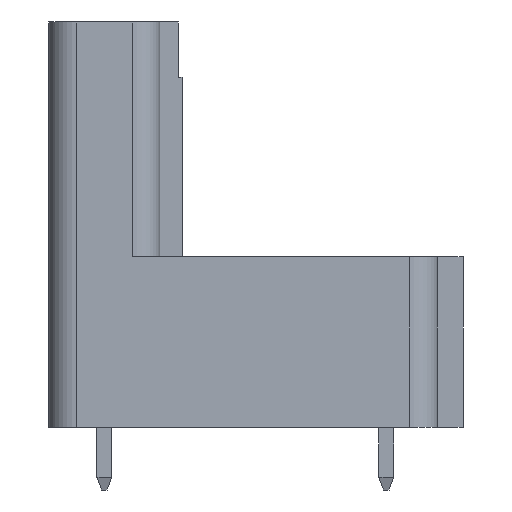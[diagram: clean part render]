
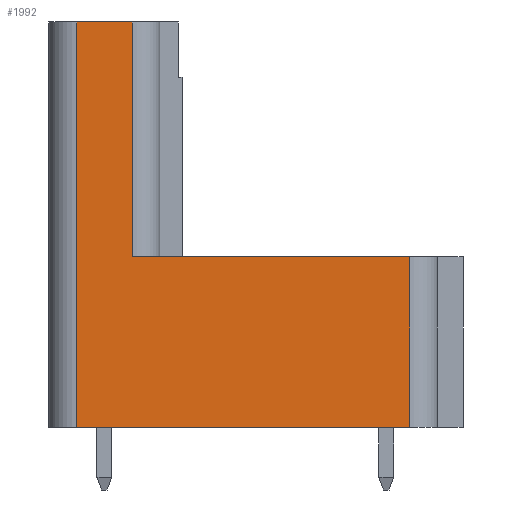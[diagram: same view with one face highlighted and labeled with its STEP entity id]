
A CAD part, left-side view. The second image highlights one B-rep face of the part: STEP entity #1992.
In plain terms, the highlighted planar face has unit normal (-1, 0, 0).
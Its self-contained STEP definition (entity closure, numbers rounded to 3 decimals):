
#1992 = ADVANCED_FACE( '', ( #3975 ), #3976, .T. );
#3975 = FACE_OUTER_BOUND( '', #5945, .T. );
#3976 = PLANE( '', #5946 );
#5945 = EDGE_LOOP( '', ( #11494, #11495, #11496, #11497, #11498, #11499 ) );
#5946 = AXIS2_PLACEMENT_3D( '', #11500, #11501, #11502 );
#11494 = ORIENTED_EDGE( '', *, *, #12590, .T. );
#11495 = ORIENTED_EDGE( '', *, *, #12507, .T. );
#11496 = ORIENTED_EDGE( '', *, *, #13626, .T. );
#11497 = ORIENTED_EDGE( '', *, *, #13487, .T. );
#11498 = ORIENTED_EDGE( '', *, *, #14130, .T. );
#11499 = ORIENTED_EDGE( '', *, *, #14187, .T. );
#11500 = CARTESIAN_POINT( '', ( -14.82, 0., 0. ) );
#11501 = DIRECTION( '', ( -1., 0., 0. ) );
#11502 = DIRECTION( '', ( 0., 0., 1. ) );
#12507 = EDGE_CURVE( '', #15237, #15241, #15243, .T. );
#12590 = EDGE_CURVE( '', #15388, #15237, #15389, .T. );
#13487 = EDGE_CURVE( '', #16737, #16739, #16741, .T. );
#13626 = EDGE_CURVE( '', #15241, #16737, #16925, .T. );
#14130 = EDGE_CURVE( '', #16739, #17530, #17531, .T. );
#14187 = EDGE_CURVE( '', #17530, #15388, #17591, .T. );
#15237 = VERTEX_POINT( '', #19087 );
#15241 = VERTEX_POINT( '', #19092 );
#15243 = LINE( '', #19094, #19095 );
#15388 = VERTEX_POINT( '', #19316 );
#15389 = LINE( '', #19317, #19318 );
#16737 = VERTEX_POINT( '', #21320 );
#16739 = VERTEX_POINT( '', #21322 );
#16741 = LINE( '', #21324, #21325 );
#16925 = LINE( '', #21591, #21592 );
#17530 = VERTEX_POINT( '', #22503 );
#17531 = LINE( '', #22504, #22505 );
#17591 = LINE( '', #22582, #22583 );
#19087 = CARTESIAN_POINT( '', ( -14.82, 9.7, 17.3 ) );
#19092 = CARTESIAN_POINT( '', ( -14.82, 9.7, -4.6 ) );
#19094 = CARTESIAN_POINT( '', ( -14.82, 9.7, 0. ) );
#19095 = VECTOR( '', #23172, 1000. );
#19316 = CARTESIAN_POINT( '', ( -14.82, 6.7, 17.3 ) );
#19317 = CARTESIAN_POINT( '', ( -14.82, 5.2, 17.3 ) );
#19318 = VECTOR( '', #23252, 1000. );
#21320 = CARTESIAN_POINT( '', ( -14.82, -8.3, -4.6 ) );
#21322 = CARTESIAN_POINT( '', ( -14.82, -8.3, 4.6 ) );
#21324 = CARTESIAN_POINT( '', ( -14.82, -8.3, 4.6 ) );
#21325 = VECTOR( '', #24024, 1000. );
#21591 = CARTESIAN_POINT( '', ( -14.82, 11.2, -4.6 ) );
#21592 = VECTOR( '', #24134, 1000. );
#22503 = CARTESIAN_POINT( '', ( -14.82, 6.7, 4.6 ) );
#22504 = CARTESIAN_POINT( '', ( -14.82, -9.8, 4.6 ) );
#22505 = VECTOR( '', #24465, 1000. );
#22582 = CARTESIAN_POINT( '', ( -14.82, 6.7, 17.3 ) );
#22583 = VECTOR( '', #24489, 1000. );
#23172 = DIRECTION( '', ( 0., 0., -1. ) );
#23252 = DIRECTION( '', ( 0., 1., 0. ) );
#24024 = DIRECTION( '', ( 0., 0., 1. ) );
#24134 = DIRECTION( '', ( 0., -1., 0. ) );
#24465 = DIRECTION( '', ( 0., 1., 0. ) );
#24489 = DIRECTION( '', ( 0., 0., 1. ) );
